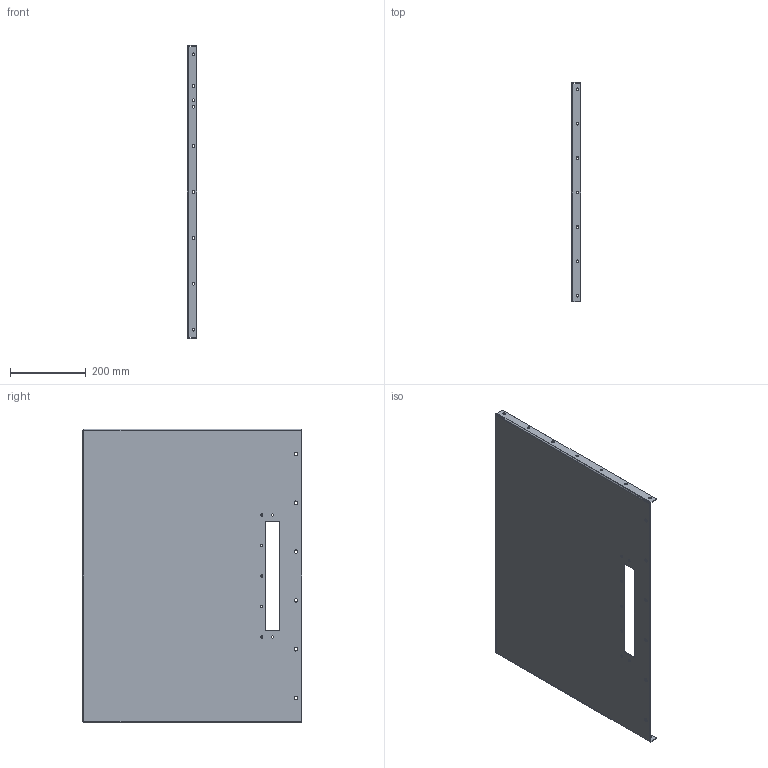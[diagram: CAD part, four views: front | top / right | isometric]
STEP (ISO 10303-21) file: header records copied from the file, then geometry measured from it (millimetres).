
FILE_DESCRIPTION (( 'STEP AP214' ), '1' );
FILE_NAME ('MainLeftWall.STEP', '2024-10-09T10:46:10', ( '' ), ( '' ), 'SwSTEP 2.0', 'SolidWorks 2024', '' );
FILE_SCHEMA (( 'AUTOMOTIVE_DESIGN' ));
Length unit declared in the file: millimetre
Products named in the file (1): MainLeftWall
Bounding box: 25 x 578.9 x 775 mm (x, y, z)
Volume: 956973.7 mm3; surface area: 965540.4 mm2
Topology: 1 solids, 1 shells, 110 faces, 300 edges, 192 vertices
Faces by surface type: cylinder 82, plane 28
Entity records: 3707 total; most frequent: DIRECTION 686, CARTESIAN_POINT 603, ORIENTED_EDGE 600, EDGE_CURVE 300, AXIS2_PLACEMENT_3D 275, VERTEX_POINT 192, EDGE_LOOP 184, CIRCLE 164
